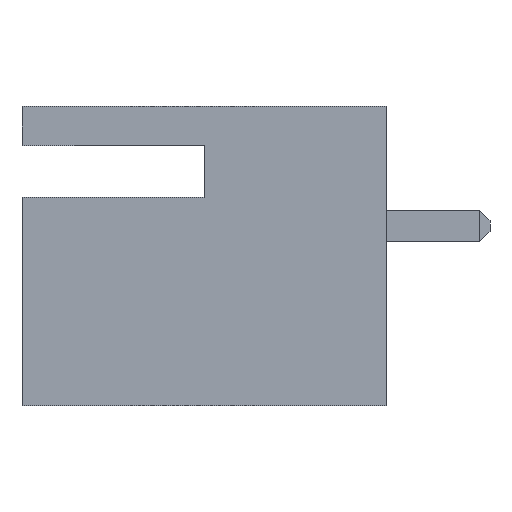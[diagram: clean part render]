
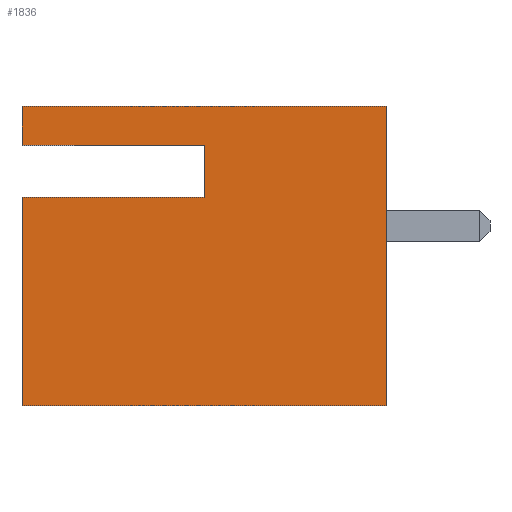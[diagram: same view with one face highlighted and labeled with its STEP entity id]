
A CAD part, left-side view. The second image highlights one B-rep face of the part: STEP entity #1836.
In plain terms, the highlighted planar face has unit normal (-1, 0, 0).
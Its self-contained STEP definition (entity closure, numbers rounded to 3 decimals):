
#28 = EDGE_CURVE ( 'NONE', #945, #1048, #1064, .T. ) ;
#94 = CARTESIAN_POINT ( 'NONE',  ( 0., 7., -5.75 ) ) ;
#108 = FACE_OUTER_BOUND ( 'NONE', #1463, .T. ) ;
#121 = DIRECTION ( 'NONE',  ( 0., 1., 0. ) ) ;
#130 = DIRECTION ( 'NONE',  ( 0., 0., 1. ) ) ;
#132 = ORIENTED_EDGE ( 'NONE', *, *, #1829, .T. ) ;
#216 = EDGE_CURVE ( 'NONE', #586, #711, #1950, .T. ) ;
#239 = PLANE ( 'NONE',  #1497 ) ;
#243 = CARTESIAN_POINT ( 'NONE',  ( 0., 7., -1.75 ) ) ;
#271 = LINE ( 'NONE', #1181, #1767 ) ;
#273 = VERTEX_POINT ( 'NONE', #1498 ) ;
#282 = LINE ( 'NONE', #465, #1300 ) ;
#291 = VERTEX_POINT ( 'NONE', #1758 ) ;
#302 = DIRECTION ( 'NONE',  ( 0., -1., 0. ) ) ;
#305 = ORIENTED_EDGE ( 'NONE', *, *, #2050, .F. ) ;
#310 = VECTOR ( 'NONE', #993, 1000. ) ;
#323 = LINE ( 'NONE', #944, #1467 ) ;
#337 = VECTOR ( 'NONE', #1474, 1000. ) ;
#338 = CARTESIAN_POINT ( 'NONE',  ( 0., 3.5, -0.75 ) ) ;
#382 = VECTOR ( 'NONE', #1543, 1000. ) ;
#465 = CARTESIAN_POINT ( 'NONE',  ( 0., 7., 0. ) ) ;
#554 = VECTOR ( 'NONE', #1510, 1000. ) ;
#568 = CARTESIAN_POINT ( 'NONE',  ( 0., 7., -5.75 ) ) ;
#586 = VERTEX_POINT ( 'NONE', #2039 ) ;
#591 = EDGE_CURVE ( 'NONE', #291, #945, #1104, .T. ) ;
#711 = VERTEX_POINT ( 'NONE', #787 ) ;
#730 = VERTEX_POINT ( 'NONE', #890 ) ;
#787 = CARTESIAN_POINT ( 'NONE',  ( 0., 0., 0. ) ) ;
#890 = CARTESIAN_POINT ( 'NONE',  ( 0., 7., 0. ) ) ;
#944 = CARTESIAN_POINT ( 'NONE',  ( 0., 7., -5.75 ) ) ;
#945 = VERTEX_POINT ( 'NONE', #338 ) ;
#967 = ORIENTED_EDGE ( 'NONE', *, *, #1030, .F. ) ;
#993 = DIRECTION ( 'NONE',  ( 0., 0., 1. ) ) ;
#1021 = VERTEX_POINT ( 'NONE', #243 ) ;
#1030 = EDGE_CURVE ( 'NONE', #291, #730, #1176, .T. ) ;
#1042 = CARTESIAN_POINT ( 'NONE',  ( 0., 3.5, -1.75 ) ) ;
#1048 = VERTEX_POINT ( 'NONE', #1042 ) ;
#1064 = LINE ( 'NONE', #1695, #382 ) ;
#1104 = LINE ( 'NONE', #1719, #1825 ) ;
#1176 = LINE ( 'NONE', #568, #337 ) ;
#1181 = CARTESIAN_POINT ( 'NONE',  ( 0., 7., -1.75 ) ) ;
#1204 = ORIENTED_EDGE ( 'NONE', *, *, #28, .T. ) ;
#1275 = ORIENTED_EDGE ( 'NONE', *, *, #1948, .F. ) ;
#1300 = VECTOR ( 'NONE', #1567, 1000. ) ;
#1463 = EDGE_LOOP ( 'NONE', ( #132, #1275, #1997, #1669, #305, #967, #1549, #1204 ) ) ;
#1467 = VECTOR ( 'NONE', #130, 1000. ) ;
#1474 = DIRECTION ( 'NONE',  ( 0., 0., 1. ) ) ;
#1497 = AXIS2_PLACEMENT_3D ( 'NONE', #94, #1520, #1507 ) ;
#1498 = CARTESIAN_POINT ( 'NONE',  ( 0., 7., -5.75 ) ) ;
#1507 = DIRECTION ( 'NONE',  ( 0., 0., -1. ) ) ;
#1510 = DIRECTION ( 'NONE',  ( 0., -1., 0. ) ) ;
#1520 = DIRECTION ( 'NONE',  ( 1., 0., 0. ) ) ;
#1543 = DIRECTION ( 'NONE',  ( 0., 0., -1. ) ) ;
#1549 = ORIENTED_EDGE ( 'NONE', *, *, #591, .T. ) ;
#1555 = EDGE_CURVE ( 'NONE', #273, #586, #2000, .T. ) ;
#1567 = DIRECTION ( 'NONE',  ( 0., -1., 0. ) ) ;
#1669 = ORIENTED_EDGE ( 'NONE', *, *, #216, .T. ) ;
#1695 = CARTESIAN_POINT ( 'NONE',  ( 0., 3.5, -1.75 ) ) ;
#1719 = CARTESIAN_POINT ( 'NONE',  ( 0., 7., -0.75 ) ) ;
#1758 = CARTESIAN_POINT ( 'NONE',  ( 0., 7., -0.75 ) ) ;
#1767 = VECTOR ( 'NONE', #121, 1000. ) ;
#1825 = VECTOR ( 'NONE', #302, 1000. ) ;
#1827 = CARTESIAN_POINT ( 'NONE',  ( 0., 7., -5.75 ) ) ;
#1829 = EDGE_CURVE ( 'NONE', #1048, #1021, #271, .T. ) ;
#1836 = ADVANCED_FACE ( 'NONE', ( #108 ), #239, .F. ) ;
#1948 = EDGE_CURVE ( 'NONE', #273, #1021, #323, .T. ) ;
#1950 = LINE ( 'NONE', #1973, #310 ) ;
#1973 = CARTESIAN_POINT ( 'NONE',  ( 0., 0., -5.75 ) ) ;
#1997 = ORIENTED_EDGE ( 'NONE', *, *, #1555, .T. ) ;
#2000 = LINE ( 'NONE', #1827, #554 ) ;
#2039 = CARTESIAN_POINT ( 'NONE',  ( 0., 0., -5.75 ) ) ;
#2050 = EDGE_CURVE ( 'NONE', #730, #711, #282, .T. ) ;
